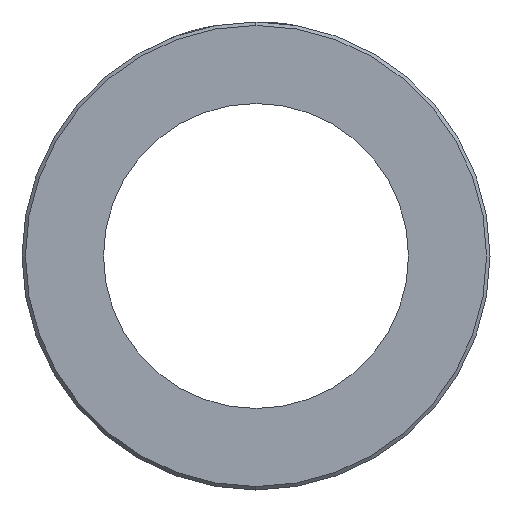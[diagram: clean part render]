
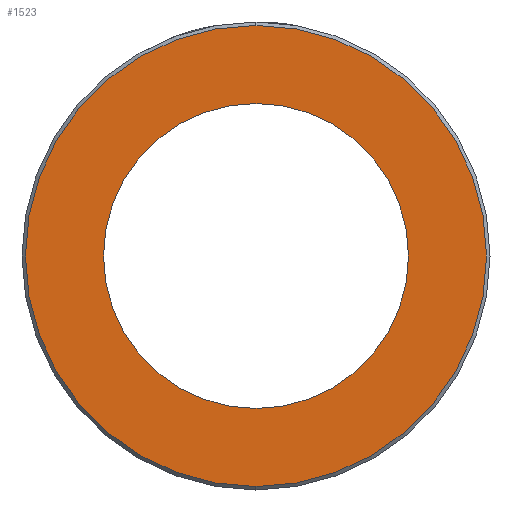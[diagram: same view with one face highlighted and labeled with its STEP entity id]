
A CAD part, left-side view. The second image highlights one B-rep face of the part: STEP entity #1523.
In plain terms, the highlighted planar face has unit normal (-1, 0, 0).
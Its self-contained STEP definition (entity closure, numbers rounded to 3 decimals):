
#65 = ORIENTED_EDGE ( 'NONE', *, *, #3095, .F. ) ;
#514 = CARTESIAN_POINT ( 'NONE',  ( 0., 0., -6.65 ) ) ;
#530 = CARTESIAN_POINT ( 'NONE',  ( 0., 0., 0. ) ) ;
#613 = DIRECTION ( 'NONE',  ( 0., 0., 1. ) ) ;
#1305 = EDGE_LOOP ( 'NONE', ( #3992, #65 ) ) ;
#1314 = EDGE_CURVE ( 'NONE', #2349, #1586, #7156, .T. ) ;
#1486 = DIRECTION ( 'NONE',  ( 1., 0., 0. ) ) ;
#1523 = ADVANCED_FACE ( 'NONE', ( #9401, #4122 ), #6314, .F. ) ;
#1586 = VERTEX_POINT ( 'NONE', #3675 ) ;
#2349 = VERTEX_POINT ( 'NONE', #12195 ) ;
#2376 = CARTESIAN_POINT ( 'NONE',  ( 0., 0., 0. ) ) ;
#2448 = CIRCLE ( 'NONE', #10699, 4.4 ) ;
#3095 = EDGE_CURVE ( 'NONE', #1586, #2349, #2448, .T. ) ;
#3436 = CARTESIAN_POINT ( 'NONE',  ( 0., 6.75, 0. ) ) ;
#3675 = CARTESIAN_POINT ( 'NONE',  ( 0., 0., -4.4 ) ) ;
#3975 = EDGE_CURVE ( 'NONE', #12241, #7966, #12156, .T. ) ;
#3992 = ORIENTED_EDGE ( 'NONE', *, *, #1314, .F. ) ;
#4122 = FACE_BOUND ( 'NONE', #1305, .T. ) ;
#4931 = ORIENTED_EDGE ( 'NONE', *, *, #3975, .T. ) ;
#5030 = DIRECTION ( 'NONE',  ( 0., 0., 1. ) ) ;
#5308 = EDGE_LOOP ( 'NONE', ( #8979, #4931 ) ) ;
#5824 = AXIS2_PLACEMENT_3D ( 'NONE', #3436, #1486, #10064 ) ;
#6314 = PLANE ( 'NONE',  #5824 ) ;
#7156 = CIRCLE ( 'NONE', #10971, 4.4 ) ;
#7966 = VERTEX_POINT ( 'NONE', #514 ) ;
#8045 = AXIS2_PLACEMENT_3D ( 'NONE', #2376, #10111, #10026 ) ;
#8268 = DIRECTION ( 'NONE',  ( -1., 0., 0. ) ) ;
#8568 = CARTESIAN_POINT ( 'NONE',  ( 0., 0., 0. ) ) ;
#8979 = ORIENTED_EDGE ( 'NONE', *, *, #10748, .T. ) ;
#9044 = CIRCLE ( 'NONE', #10416, 6.65 ) ;
#9401 = FACE_OUTER_BOUND ( 'NONE', #5308, .T. ) ;
#9506 = DIRECTION ( 'NONE',  ( -1., 0., 0. ) ) ;
#9544 = DIRECTION ( 'NONE',  ( 0., 0., -1. ) ) ;
#9808 = CARTESIAN_POINT ( 'NONE',  ( 0., 0., 0. ) ) ;
#9849 = DIRECTION ( 'NONE',  ( -1., 0., 0. ) ) ;
#10026 = DIRECTION ( 'NONE',  ( 0., 0., -1. ) ) ;
#10064 = DIRECTION ( 'NONE',  ( 0., 0., -1. ) ) ;
#10111 = DIRECTION ( 'NONE',  ( -1., 0., 0. ) ) ;
#10416 = AXIS2_PLACEMENT_3D ( 'NONE', #8568, #9506, #9544 ) ;
#10699 = AXIS2_PLACEMENT_3D ( 'NONE', #530, #8268, #613 ) ;
#10748 = EDGE_CURVE ( 'NONE', #7966, #12241, #9044, .T. ) ;
#10971 = AXIS2_PLACEMENT_3D ( 'NONE', #9808, #9849, #5030 ) ;
#12156 = CIRCLE ( 'NONE', #8045, 6.65 ) ;
#12195 = CARTESIAN_POINT ( 'NONE',  ( 0., 0., 4.4 ) ) ;
#12241 = VERTEX_POINT ( 'NONE', #12468 ) ;
#12468 = CARTESIAN_POINT ( 'NONE',  ( 0., 0., 6.65 ) ) ;
